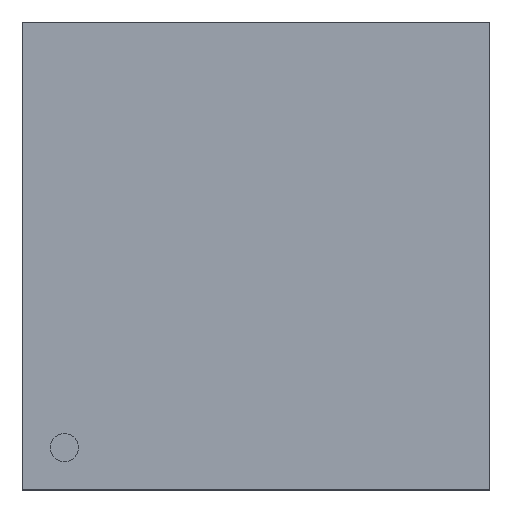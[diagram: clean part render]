
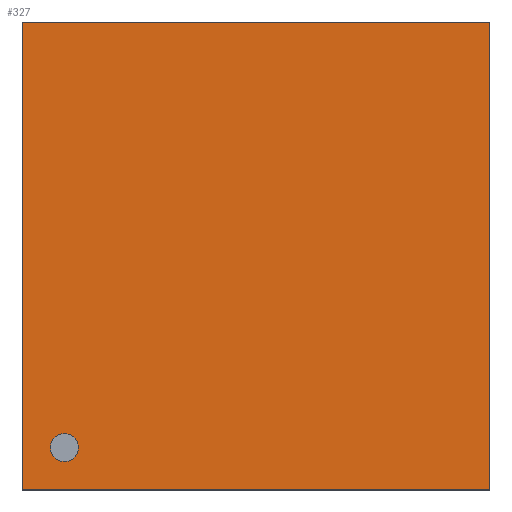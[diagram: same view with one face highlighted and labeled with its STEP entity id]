
A CAD part, top view. The second image highlights one B-rep face of the part: STEP entity #327.
In plain terms, the highlighted planar face has unit normal (0, 0, 1).
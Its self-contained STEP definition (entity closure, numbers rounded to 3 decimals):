
#2 = VERTEX_POINT ( 'NONE', #1711 ) ;
#327 = ADVANCED_FACE ( 'NONE', ( #1744 ), #6262, .F. ) ;
#595 = DIRECTION ( 'NONE',  ( 0., -1., 0. ) ) ;
#658 = CARTESIAN_POINT ( 'NONE',  ( -5., -5., 1.02 ) ) ;
#1002 = VECTOR ( 'NONE', #1689, 1000. ) ;
#1258 = LINE ( 'NONE', #3932, #2401 ) ;
#1280 = ORIENTED_EDGE ( 'NONE', *, *, #2958, .T. ) ;
#1448 = CARTESIAN_POINT ( 'NONE',  ( 5., 5., 1.02 ) ) ;
#1497 = EDGE_CURVE ( 'NONE', #6669, #2, #6425, .T. ) ;
#1689 = DIRECTION ( 'NONE',  ( 0., 1., 0. ) ) ;
#1711 = CARTESIAN_POINT ( 'NONE',  ( -5., -5., 1.02 ) ) ;
#1744 = FACE_OUTER_BOUND ( 'NONE', #4660, .T. ) ;
#1793 = ORIENTED_EDGE ( 'NONE', *, *, #4745, .T. ) ;
#1891 = EDGE_CURVE ( 'NONE', #5304, #6669, #1258, .T. ) ;
#2386 = LINE ( 'NONE', #3740, #1002 ) ;
#2401 = VECTOR ( 'NONE', #3148, 1000. ) ;
#2536 = CARTESIAN_POINT ( 'NONE',  ( -5., 5., 1.02 ) ) ;
#2951 = CARTESIAN_POINT ( 'NONE',  ( -5., 5., 1.02 ) ) ;
#2957 = VECTOR ( 'NONE', #5176, 1000. ) ;
#2958 = EDGE_CURVE ( 'NONE', #6786, #5304, #2386, .T. ) ;
#3015 = DIRECTION ( 'NONE',  ( 0., 0., -1. ) ) ;
#3148 = DIRECTION ( 'NONE',  ( -1., 0., 0. ) ) ;
#3740 = CARTESIAN_POINT ( 'NONE',  ( 5., -5., 1.02 ) ) ;
#3932 = CARTESIAN_POINT ( 'NONE',  ( 5., 5., 1.02 ) ) ;
#4028 = ORIENTED_EDGE ( 'NONE', *, *, #1891, .T. ) ;
#4228 = ORIENTED_EDGE ( 'NONE', *, *, #1497, .T. ) ;
#4391 = DIRECTION ( 'NONE',  ( -1., 0., 0. ) ) ;
#4654 = CARTESIAN_POINT ( 'NONE',  ( 5., -5., 1.02 ) ) ;
#4660 = EDGE_LOOP ( 'NONE', ( #1280, #4028, #4228, #1793 ) ) ;
#4745 = EDGE_CURVE ( 'NONE', #2, #6786, #6588, .T. ) ;
#5176 = DIRECTION ( 'NONE',  ( 1., 0., 0. ) ) ;
#5304 = VERTEX_POINT ( 'NONE', #1448 ) ;
#6219 = CARTESIAN_POINT ( 'NONE',  ( -5., -5., 1.02 ) ) ;
#6262 = PLANE ( 'NONE',  #7934 ) ;
#6425 = LINE ( 'NONE', #2536, #6806 ) ;
#6588 = LINE ( 'NONE', #658, #2957 ) ;
#6669 = VERTEX_POINT ( 'NONE', #2951 ) ;
#6786 = VERTEX_POINT ( 'NONE', #4654 ) ;
#6806 = VECTOR ( 'NONE', #595, 1000. ) ;
#7934 = AXIS2_PLACEMENT_3D ( 'NONE', #6219, #3015, #4391 ) ;
